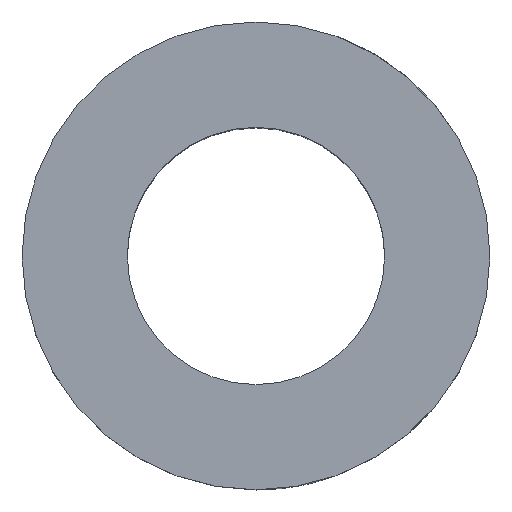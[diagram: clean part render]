
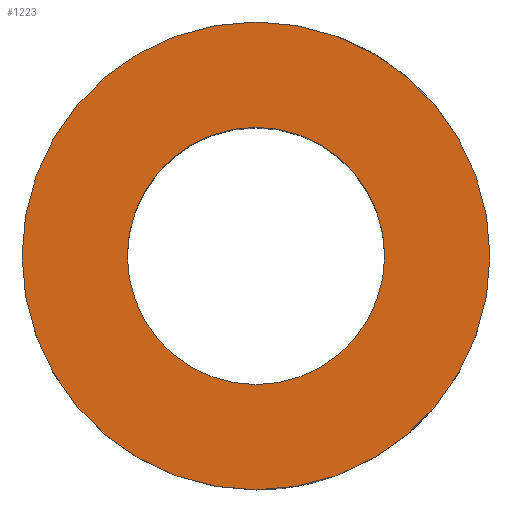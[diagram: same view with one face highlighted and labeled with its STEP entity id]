
A CAD part, top view. The second image highlights one B-rep face of the part: STEP entity #1223.
In plain terms, the highlighted planar face has unit normal (0, 0, 1).
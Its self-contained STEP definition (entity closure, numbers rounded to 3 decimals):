
#39 = ORIENTED_EDGE ( 'NONE', *, *, #1643, .F. ) ;
#58 = EDGE_CURVE ( 'NONE', #65, #1590, #904, .T. ) ;
#65 = VERTEX_POINT ( 'NONE', #989 ) ;
#100 = EDGE_CURVE ( 'NONE', #128, #1658, #432, .T. ) ;
#128 = VERTEX_POINT ( 'NONE', #586 ) ;
#197 = ORIENTED_EDGE ( 'NONE', *, *, #1664, .T. ) ;
#342 = EDGE_LOOP ( 'NONE', ( #1350, #197 ) ) ;
#432 = CIRCLE ( 'NONE', #433, 40. ) ;
#433 = AXIS2_PLACEMENT_3D ( 'NONE', #435, #436, #437 ) ;
#435 = CARTESIAN_POINT ( 'NONE',  ( 0., 0., 0. ) ) ;
#436 = DIRECTION ( 'NONE',  ( 0., 0., 1. ) ) ;
#437 = DIRECTION ( 'NONE',  ( 0., -1., 0. ) ) ;
#529 = CARTESIAN_POINT ( 'NONE',  ( 0., 72.75, 0. ) ) ;
#540 = CIRCLE ( 'NONE', #542, 40. ) ;
#542 = AXIS2_PLACEMENT_3D ( 'NONE', #543, #544, #545 ) ;
#543 = CARTESIAN_POINT ( 'NONE',  ( 0., 0., 0. ) ) ;
#544 = DIRECTION ( 'NONE',  ( 0., 0., 1. ) ) ;
#545 = DIRECTION ( 'NONE',  ( 0., -1., 0. ) ) ;
#586 = CARTESIAN_POINT ( 'NONE',  ( 0., 40., 0. ) ) ;
#633 = FACE_BOUND ( 'NONE', #1587, .T. ) ;
#634 = FACE_OUTER_BOUND ( 'NONE', #342, .T. ) ;
#635 = PLANE ( 'NONE',  #636 ) ;
#636 = AXIS2_PLACEMENT_3D ( 'NONE', #637, #638, #639 ) ;
#637 = CARTESIAN_POINT ( 'NONE',  ( 0., 72.75, 0. ) ) ;
#638 = DIRECTION ( 'NONE',  ( 0., 0., -1. ) ) ;
#639 = DIRECTION ( 'NONE',  ( 0., 1., 0. ) ) ;
#781 = CARTESIAN_POINT ( 'NONE',  ( 0., -40., 0. ) ) ;
#882 = CIRCLE ( 'NONE', #883, 72.75 ) ;
#883 = AXIS2_PLACEMENT_3D ( 'NONE', #884, #885, #886 ) ;
#884 = CARTESIAN_POINT ( 'NONE',  ( 0., 0., 0. ) ) ;
#885 = DIRECTION ( 'NONE',  ( 0., 0., 1. ) ) ;
#886 = DIRECTION ( 'NONE',  ( 0., -1., 0. ) ) ;
#904 = CIRCLE ( 'NONE', #905, 72.75 ) ;
#905 = AXIS2_PLACEMENT_3D ( 'NONE', #906, #907, #910 ) ;
#906 = CARTESIAN_POINT ( 'NONE',  ( 0., 0., 0. ) ) ;
#907 = DIRECTION ( 'NONE',  ( 0., 0., 1. ) ) ;
#910 = DIRECTION ( 'NONE',  ( 0., -1., 0. ) ) ;
#989 = CARTESIAN_POINT ( 'NONE',  ( 0., -72.75, 0. ) ) ;
#1172 = ORIENTED_EDGE ( 'NONE', *, *, #100, .F. ) ;
#1223 = ADVANCED_FACE ( 'NONE', ( #633, #634 ), #635, .F. ) ;
#1350 = ORIENTED_EDGE ( 'NONE', *, *, #58, .T. ) ;
#1587 = EDGE_LOOP ( 'NONE', ( #39, #1172 ) ) ;
#1590 = VERTEX_POINT ( 'NONE', #529 ) ;
#1643 = EDGE_CURVE ( 'NONE', #1658, #128, #540, .T. ) ;
#1658 = VERTEX_POINT ( 'NONE', #781 ) ;
#1664 = EDGE_CURVE ( 'NONE', #1590, #65, #882, .T. ) ;
